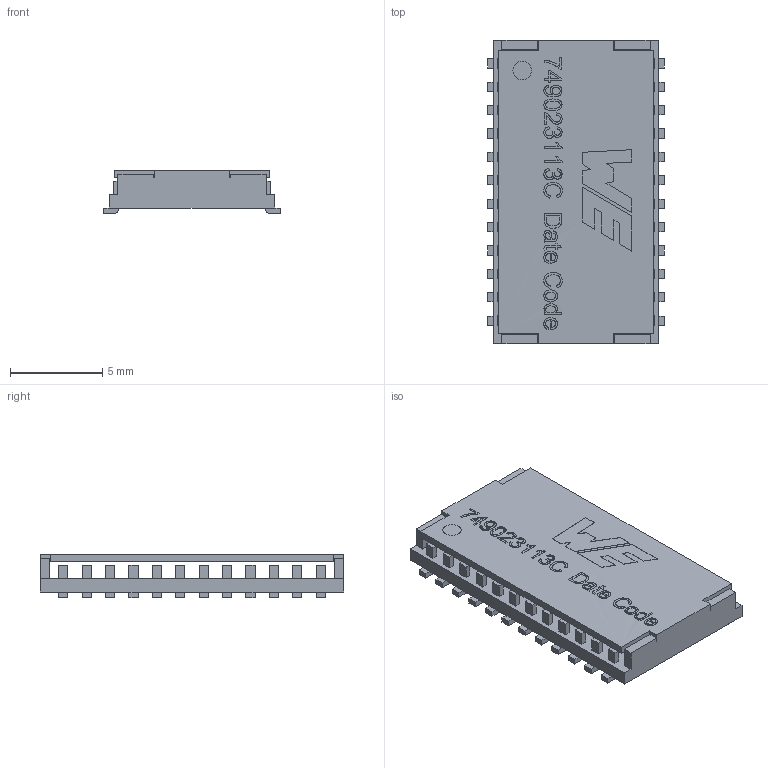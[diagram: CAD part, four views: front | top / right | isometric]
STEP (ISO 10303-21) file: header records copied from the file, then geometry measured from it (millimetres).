
FILE_DESCRIPTION(/* description */ ('Unknown'),/* implementation_level */ '2;1');
FILE_NAME(/* name */ 'T_Wurth_WE-LAN_749023113C',/* time_stamp */ '2025-08-26T17:03:39+08:00',/* author */ ('Unknown'),/* organization */ ('Unknown'),/* preprocessor_version */ 'ST-DEVELOPER v19.4',/* originating_system */ 'Solid Edge',/* authorisation */ 'Unknown');
FILE_SCHEMA (('AUTOMOTIVE_DESIGN {1 0 10303 214 3 1 1}'));
Length unit declared in the file: millimetre
Products named in the file (2): T_Wurth_WE-LAN_749023113C
Assembly tree (1 placements, depth 2):
  T_Wurth_WE-LAN_749023113C
    T_Wurth_WE-LAN_749023113C
Bounding box: 9.6 x 16.5 x 2.34 mm (x, y, z)
Volume: 178.2 mm3; surface area: 703.4 mm2
Topology: 1 solids, 1 shells, 469 faces, 1192 edges, 777 vertices
Faces by surface type: plane 404, bspline 37, cylinder 28
Full cylindrical faces by diameter (mm): 1 x1
Entity records: 18249 total; most frequent: CARTESIAN_POINT 4150, ORIENTED_EDGE 2370, DIRECTION 1870, EDGE_CURVE 1185, LINE 902, VECTOR 902, VERTEX_POINT 777, EDGE_LOOP 530
